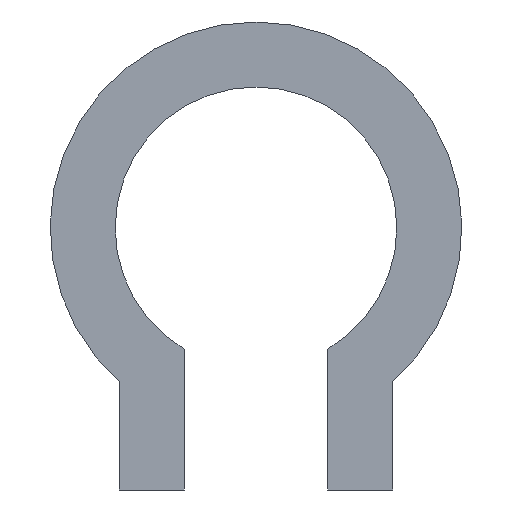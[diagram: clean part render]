
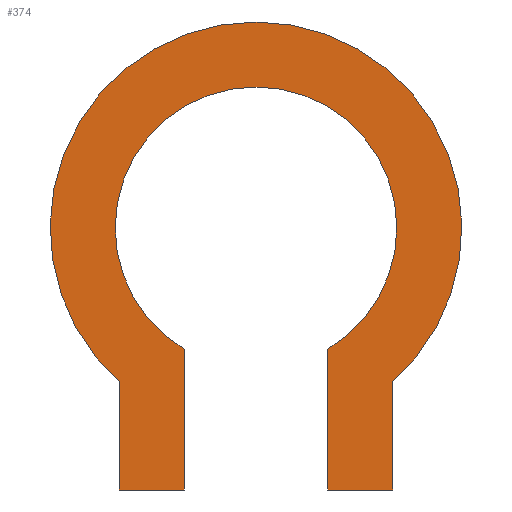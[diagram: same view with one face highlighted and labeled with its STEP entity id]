
A CAD part, left-side view. The second image highlights one B-rep face of the part: STEP entity #374.
In plain terms, the highlighted planar face has unit normal (-1, 0, 0).
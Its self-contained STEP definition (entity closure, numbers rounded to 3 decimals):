
#61=CARTESIAN_POINT('Vertex',(0.,0.,1.3)) ;
#66=CARTESIAN_POINT('Axis2P3D Location',(0.,0.,0.)) ;
#70=CARTESIAN_POINT('Vertex',(0.,0.662,-1.119)) ;
#97=CARTESIAN_POINT('Line Origine',(0.,0.662,-1.769)) ;
#101=CARTESIAN_POINT('Vertex',(0.,0.662,-2.42)) ;
#128=CARTESIAN_POINT('Line Origine',(0.,0.962,-2.42)) ;
#132=CARTESIAN_POINT('Vertex',(0.,1.262,-2.42)) ;
#159=CARTESIAN_POINT('Line Origine',(0.,1.262,-1.92)) ;
#163=CARTESIAN_POINT('Vertex',(0.,1.262,-1.42)) ;
#190=CARTESIAN_POINT('Axis2P3D Location',(0.,0.,0.)) ;
#194=CARTESIAN_POINT('Vertex',(0.,0.,1.9)) ;
#221=CARTESIAN_POINT('Axis2P3D Location',(0.,0.,0.)) ;
#225=CARTESIAN_POINT('Vertex',(0.,-1.262,-1.42)) ;
#252=CARTESIAN_POINT('Line Origine',(0.,-1.262,-1.92)) ;
#256=CARTESIAN_POINT('Vertex',(0.,-1.262,-2.42)) ;
#278=CARTESIAN_POINT('Line Origine',(0.,-0.962,-2.42)) ;
#282=CARTESIAN_POINT('Vertex',(0.,-0.662,-2.42)) ;
#309=CARTESIAN_POINT('Line Origine',(0.,-0.662,-1.769)) ;
#313=CARTESIAN_POINT('Vertex',(0.,-0.662,-1.119)) ;
#340=CARTESIAN_POINT('Axis2P3D Location',(0.,0.,0.)) ;
#357=CARTESIAN_POINT('Axis2P3D Location',(0.,0.,0.)) ;
#67=DIRECTION('Axis2P3D Direction',(1.,0.,0.)) ;
#98=DIRECTION('Vector Direction',(0.,0.,-1.)) ;
#129=DIRECTION('Vector Direction',(0.,-1.,0.)) ;
#160=DIRECTION('Vector Direction',(0.,0.,-1.)) ;
#191=DIRECTION('Axis2P3D Direction',(1.,0.,0.)) ;
#222=DIRECTION('Axis2P3D Direction',(1.,0.,0.)) ;
#253=DIRECTION('Vector Direction',(0.,0.,-1.)) ;
#279=DIRECTION('Vector Direction',(0.,1.,0.)) ;
#310=DIRECTION('Vector Direction',(0.,0.,-1.)) ;
#341=DIRECTION('Axis2P3D Direction',(1.,0.,0.)) ;
#358=DIRECTION('Axis2P3D Direction',(1.,0.,0.)) ;
#359=DIRECTION('Axis2P3D XDirection',(0.,1.,0.)) ;
#68=AXIS2_PLACEMENT_3D('Circle Axis2P3D',#66,#67,$) ;
#192=AXIS2_PLACEMENT_3D('Circle Axis2P3D',#190,#191,$) ;
#223=AXIS2_PLACEMENT_3D('Circle Axis2P3D',#221,#222,$) ;
#342=AXIS2_PLACEMENT_3D('Circle Axis2P3D',#340,#341,$) ;
#360=AXIS2_PLACEMENT_3D('Plane Axis2P3D',#357,#358,#359) ;
#363=ORIENTED_EDGE('',*,*,#344,.F.) ;
#364=ORIENTED_EDGE('',*,*,#315,.F.) ;
#365=ORIENTED_EDGE('',*,*,#284,.F.) ;
#366=ORIENTED_EDGE('',*,*,#258,.F.) ;
#367=ORIENTED_EDGE('',*,*,#227,.F.) ;
#368=ORIENTED_EDGE('',*,*,#196,.F.) ;
#369=ORIENTED_EDGE('',*,*,#165,.F.) ;
#370=ORIENTED_EDGE('',*,*,#134,.F.) ;
#371=ORIENTED_EDGE('',*,*,#103,.F.) ;
#372=ORIENTED_EDGE('',*,*,#72,.F.) ;
#99=VECTOR('Line Direction',#98,1.) ;
#130=VECTOR('Line Direction',#129,1.) ;
#161=VECTOR('Line Direction',#160,1.) ;
#254=VECTOR('Line Direction',#253,1.) ;
#280=VECTOR('Line Direction',#279,1.) ;
#311=VECTOR('Line Direction',#310,1.) ;
#374=ADVANCED_FACE('PartBody',(#373),#361,.F.) ;
#69=CIRCLE('generated circle',#68,1.3) ;
#193=CIRCLE('generated circle',#192,1.9) ;
#224=CIRCLE('generated circle',#223,1.9) ;
#343=CIRCLE('generated circle',#342,1.3) ;
#72=EDGE_CURVE('',#62,#71,#69,.F.) ;
#103=EDGE_CURVE('',#71,#102,#100,.T.) ;
#134=EDGE_CURVE('',#102,#133,#131,.F.) ;
#165=EDGE_CURVE('',#133,#164,#162,.F.) ;
#196=EDGE_CURVE('',#164,#195,#193,.T.) ;
#227=EDGE_CURVE('',#195,#226,#224,.T.) ;
#258=EDGE_CURVE('',#226,#257,#255,.T.) ;
#284=EDGE_CURVE('',#257,#283,#281,.T.) ;
#315=EDGE_CURVE('',#283,#314,#312,.F.) ;
#344=EDGE_CURVE('',#314,#62,#343,.F.) ;
#362=EDGE_LOOP('',(#363,#364,#365,#366,#367,#368,#369,#370,#371,#372)) ;
#373=FACE_OUTER_BOUND('',#362,.T.) ;
#100=LINE('Line',#97,#99) ;
#131=LINE('Line',#128,#130) ;
#162=LINE('Line',#159,#161) ;
#255=LINE('Line',#252,#254) ;
#281=LINE('Line',#278,#280) ;
#312=LINE('Line',#309,#311) ;
#361=PLANE('Plane',#360) ;
#62=VERTEX_POINT('',#61) ;
#71=VERTEX_POINT('',#70) ;
#102=VERTEX_POINT('',#101) ;
#133=VERTEX_POINT('',#132) ;
#164=VERTEX_POINT('',#163) ;
#195=VERTEX_POINT('',#194) ;
#226=VERTEX_POINT('',#225) ;
#257=VERTEX_POINT('',#256) ;
#283=VERTEX_POINT('',#282) ;
#314=VERTEX_POINT('',#313) ;
